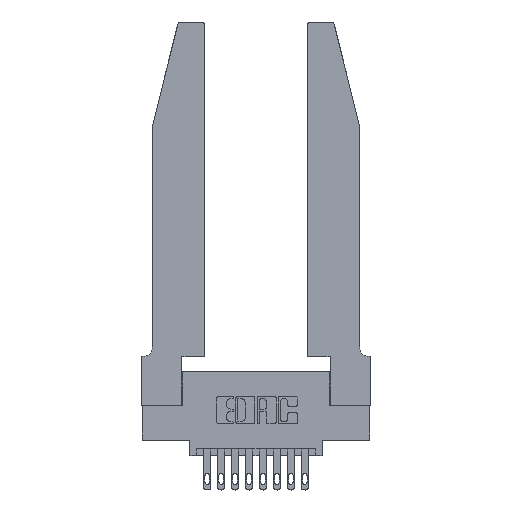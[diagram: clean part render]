
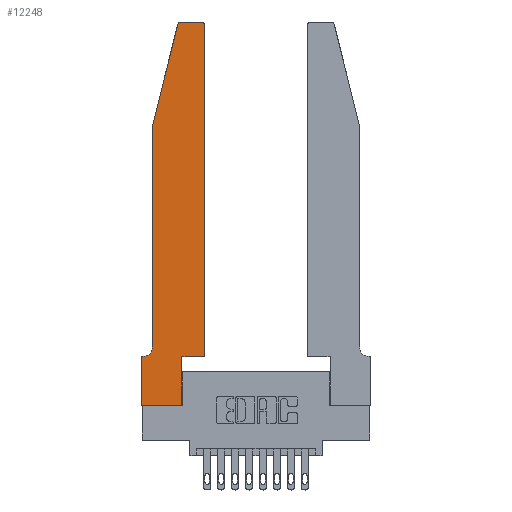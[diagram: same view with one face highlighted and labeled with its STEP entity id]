
A CAD part, top view. The second image highlights one B-rep face of the part: STEP entity #12248.
In plain terms, the highlighted planar face has unit normal (0, 0, 1).
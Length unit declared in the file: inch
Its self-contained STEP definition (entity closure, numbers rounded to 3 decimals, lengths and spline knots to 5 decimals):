
#163 = DIRECTION ( 'NONE',  ( 0., 1., 0. ) ) ;
#354 = LINE ( 'NONE', #15116, #12891 ) ;
#507 = VECTOR ( 'NONE', #7430, 39.37008 ) ;
#709 = VERTEX_POINT ( 'NONE', #4612 ) ;
#1009 = CARTESIAN_POINT ( 'NONE',  ( 0.4205, 2.75, 0.37 ) ) ;
#1077 = DIRECTION ( 'NONE',  ( -1., 0., 0. ) ) ;
#1151 = ORIENTED_EDGE ( 'NONE', *, *, #6613, .T. ) ;
#1176 = CARTESIAN_POINT ( 'NONE',  ( 0.25487, 2.72718, 0.37 ) ) ;
#1288 = VERTEX_POINT ( 'NONE', #1176 ) ;
#1350 = VECTOR ( 'NONE', #12247, 39.37008 ) ;
#1497 = EDGE_CURVE ( 'NONE', #6031, #3015, #3258, .T. ) ;
#1571 = DIRECTION ( 'NONE',  ( 0., -1., 0. ) ) ;
#1915 = CARTESIAN_POINT ( 'NONE',  ( 0.0755, 0.35, 0.37 ) ) ;
#1928 = EDGE_CURVE ( 'NONE', #3015, #13463, #9561, .T. ) ;
#1939 = CARTESIAN_POINT ( 'NONE',  ( 0., 0.35, 0.37 ) ) ;
#2021 = AXIS2_PLACEMENT_3D ( 'NONE', #12976, #2147, #1077 ) ;
#2083 = VECTOR ( 'NONE', #163, 39.37008 ) ;
#2147 = DIRECTION ( 'NONE',  ( 0., 0., -1. ) ) ;
#2580 = CARTESIAN_POINT ( 'NONE',  ( 0.2865, 0.35, 0.37 ) ) ;
#2604 = LINE ( 'NONE', #3192, #11355 ) ;
#2617 = DIRECTION ( 'NONE',  ( 1., 0., 0. ) ) ;
#2697 = CARTESIAN_POINT ( 'NONE',  ( 0.0055, 0.35, 0.37 ) ) ;
#2704 = PLANE ( 'NONE',  #11148 ) ;
#2813 = EDGE_CURVE ( 'NONE', #12035, #5203, #11982, .T. ) ;
#2920 = ORIENTED_EDGE ( 'NONE', *, *, #10109, .T. ) ;
#3015 = VERTEX_POINT ( 'NONE', #1009 ) ;
#3156 = CARTESIAN_POINT ( 'NONE',  ( 0.2865, 0., 0.37 ) ) ;
#3169 = ORIENTED_EDGE ( 'NONE', *, *, #1928, .T. ) ;
#3192 = CARTESIAN_POINT ( 'NONE',  ( 0.0755, 2., 0.37 ) ) ;
#3258 = CIRCLE ( 'NONE', #6963, 0.03 ) ;
#3335 = EDGE_CURVE ( 'NONE', #5752, #4055, #12525, .T. ) ;
#3356 = EDGE_CURVE ( 'NONE', #5203, #7013, #4890, .T. ) ;
#4055 = VERTEX_POINT ( 'NONE', #6740 ) ;
#4612 = CARTESIAN_POINT ( 'NONE',  ( 0.4505, 0.35, 0.37 ) ) ;
#4681 = DIRECTION ( 'NONE',  ( 1., 0., 0. ) ) ;
#4831 = EDGE_CURVE ( 'NONE', #7013, #5752, #354, .T. ) ;
#4890 = LINE ( 'NONE', #14907, #6025 ) ;
#5056 = CARTESIAN_POINT ( 'NONE',  ( 0., 0.35, 0.37 ) ) ;
#5203 = VERTEX_POINT ( 'NONE', #1939 ) ;
#5346 = EDGE_CURVE ( 'NONE', #5376, #13815, #2604, .T. ) ;
#5363 = ORIENTED_EDGE ( 'NONE', *, *, #2813, .T. ) ;
#5376 = VERTEX_POINT ( 'NONE', #12355 ) ;
#5403 = DIRECTION ( 'NONE',  ( -0.239, -0.971, 0. ) ) ;
#5752 = VERTEX_POINT ( 'NONE', #3156 ) ;
#5783 = DIRECTION ( 'NONE',  ( 0., 0., 1. ) ) ;
#6025 = VECTOR ( 'NONE', #1571, 39.37008 ) ;
#6031 = VERTEX_POINT ( 'NONE', #10060 ) ;
#6276 = CIRCLE ( 'NONE', #2021, 0.07 ) ;
#6331 = LINE ( 'NONE', #11966, #12056 ) ;
#6340 = FACE_OUTER_BOUND ( 'NONE', #9688, .T. ) ;
#6553 = DIRECTION ( 'NONE',  ( 1., 0., 0. ) ) ;
#6613 = EDGE_CURVE ( 'NONE', #709, #6031, #6744, .T. ) ;
#6740 = CARTESIAN_POINT ( 'NONE',  ( 0.2865, 0.35, 0.37 ) ) ;
#6744 = LINE ( 'NONE', #9784, #507 ) ;
#6881 = ORIENTED_EDGE ( 'NONE', *, *, #1497, .T. ) ;
#6963 = AXIS2_PLACEMENT_3D ( 'NONE', #7853, #11374, #9093 ) ;
#7013 = VERTEX_POINT ( 'NONE', #13963 ) ;
#7316 = CARTESIAN_POINT ( 'NONE',  ( 0.2605, 2.75, 0.37 ) ) ;
#7430 = DIRECTION ( 'NONE',  ( 0., 1., 0. ) ) ;
#7497 = CARTESIAN_POINT ( 'NONE',  ( 0.284, 2.75, 0.37 ) ) ;
#7641 = DIRECTION ( 'NONE',  ( 0., 0., 1. ) ) ;
#7853 = CARTESIAN_POINT ( 'NONE',  ( 0.4205, 2.72, 0.37 ) ) ;
#7953 = EDGE_CURVE ( 'NONE', #4055, #709, #6331, .T. ) ;
#8077 = DIRECTION ( 'NONE',  ( 0., -1., 0. ) ) ;
#8389 = AXIS2_PLACEMENT_3D ( 'NONE', #15521, #5783, #4681 ) ;
#8413 = ORIENTED_EDGE ( 'NONE', *, *, #5346, .T. ) ;
#9093 = DIRECTION ( 'NONE',  ( 1., 0., 0. ) ) ;
#9237 = CARTESIAN_POINT ( 'NONE',  ( 0.0755, 2., 0.37 ) ) ;
#9306 = DIRECTION ( 'NONE',  ( -1., 0., 0. ) ) ;
#9375 = VECTOR ( 'NONE', #5403, 39.37008 ) ;
#9561 = LINE ( 'NONE', #7316, #1350 ) ;
#9688 = EDGE_LOOP ( 'NONE', ( #3169, #2920, #15003, #8413, #14741, #5363, #13720, #11004, #11184, #13583, #1151, #6881 ) ) ;
#9784 = CARTESIAN_POINT ( 'NONE',  ( 0.4505, 0.35, 0.37 ) ) ;
#10060 = CARTESIAN_POINT ( 'NONE',  ( 0.4505, 2.72, 0.37 ) ) ;
#10109 = EDGE_CURVE ( 'NONE', #13463, #1288, #13669, .T. ) ;
#11004 = ORIENTED_EDGE ( 'NONE', *, *, #4831, .T. ) ;
#11148 = AXIS2_PLACEMENT_3D ( 'NONE', #5056, #7641, #11197 ) ;
#11184 = ORIENTED_EDGE ( 'NONE', *, *, #3335, .T. ) ;
#11197 = DIRECTION ( 'NONE',  ( 1., 0., 0. ) ) ;
#11355 = VECTOR ( 'NONE', #8077, 39.37008 ) ;
#11374 = DIRECTION ( 'NONE',  ( 0., 0., 1. ) ) ;
#11966 = CARTESIAN_POINT ( 'NONE',  ( 0.4505, 0.35, 0.37 ) ) ;
#11982 = LINE ( 'NONE', #1915, #14826 ) ;
#12035 = VERTEX_POINT ( 'NONE', #2697 ) ;
#12056 = VECTOR ( 'NONE', #2617, 39.37008 ) ;
#12247 = DIRECTION ( 'NONE',  ( -1., 0., 0. ) ) ;
#12248 = ADVANCED_FACE ( 'NONE', ( #6340 ), #2704, .T. ) ;
#12355 = CARTESIAN_POINT ( 'NONE',  ( 0.0755, 2., 0.37 ) ) ;
#12525 = LINE ( 'NONE', #2580, #2083 ) ;
#12891 = VECTOR ( 'NONE', #6553, 39.37008 ) ;
#12976 = CARTESIAN_POINT ( 'NONE',  ( 0.0055, 0.42, 0.37 ) ) ;
#13071 = CARTESIAN_POINT ( 'NONE',  ( 0.0755, 0.42, 0.37 ) ) ;
#13135 = EDGE_CURVE ( 'NONE', #1288, #5376, #14492, .T. ) ;
#13463 = VERTEX_POINT ( 'NONE', #7497 ) ;
#13583 = ORIENTED_EDGE ( 'NONE', *, *, #7953, .T. ) ;
#13669 = CIRCLE ( 'NONE', #8389, 0.03 ) ;
#13720 = ORIENTED_EDGE ( 'NONE', *, *, #3356, .T. ) ;
#13815 = VERTEX_POINT ( 'NONE', #13071 ) ;
#13871 = EDGE_CURVE ( 'NONE', #13815, #12035, #6276, .T. ) ;
#13963 = CARTESIAN_POINT ( 'NONE',  ( 0., 0., 0.37 ) ) ;
#14492 = LINE ( 'NONE', #9237, #9375 ) ;
#14741 = ORIENTED_EDGE ( 'NONE', *, *, #13871, .T. ) ;
#14826 = VECTOR ( 'NONE', #9306, 39.37008 ) ;
#14907 = CARTESIAN_POINT ( 'NONE',  ( 0., 0., 0.37 ) ) ;
#15003 = ORIENTED_EDGE ( 'NONE', *, *, #13135, .T. ) ;
#15116 = CARTESIAN_POINT ( 'NONE',  ( 0., 0., 0.37 ) ) ;
#15521 = CARTESIAN_POINT ( 'NONE',  ( 0.284, 2.72, 0.37 ) ) ;
